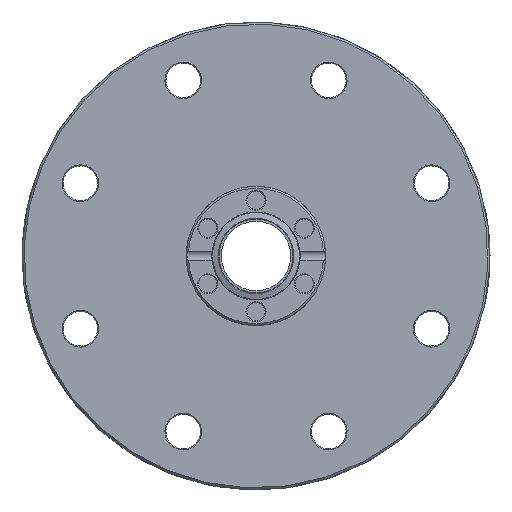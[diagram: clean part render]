
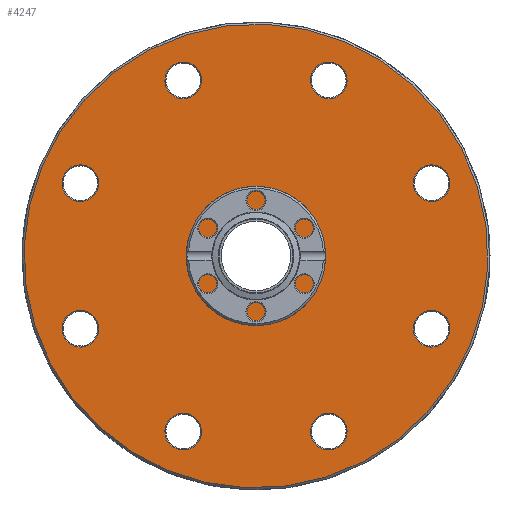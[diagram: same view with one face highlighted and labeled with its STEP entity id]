
A CAD part, front view. The second image highlights one B-rep face of the part: STEP entity #4247.
In plain terms, the highlighted planar face has unit normal (0, -1, 0).
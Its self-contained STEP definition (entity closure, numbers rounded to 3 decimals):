
#799=PLANE('',#4641);
#926=FACE_BOUND('',#1315,.T.);
#927=FACE_BOUND('',#1316,.T.);
#928=FACE_BOUND('',#1317,.T.);
#929=FACE_BOUND('',#1318,.T.);
#930=FACE_BOUND('',#1319,.T.);
#931=FACE_BOUND('',#1320,.T.);
#932=FACE_BOUND('',#1321,.T.);
#933=FACE_BOUND('',#1322,.T.);
#934=FACE_BOUND('',#1323,.T.);
#1044=FACE_OUTER_BOUND('',#1314,.T.);
#1314=EDGE_LOOP('',(#2958));
#1315=EDGE_LOOP('',(#2959));
#1316=EDGE_LOOP('',(#2960));
#1317=EDGE_LOOP('',(#2961));
#1318=EDGE_LOOP('',(#2962));
#1319=EDGE_LOOP('',(#2963));
#1320=EDGE_LOOP('',(#2964));
#1321=EDGE_LOOP('',(#2965));
#1322=EDGE_LOOP('',(#2966));
#1323=EDGE_LOOP('',(#2967));
#1697=CIRCLE('',#4637,9.55);
#1698=CIRCLE('',#4639,56.25);
#1700=CIRCLE('',#4642,4.45);
#1701=CIRCLE('',#4643,4.45);
#1702=CIRCLE('',#4644,4.45);
#1703=CIRCLE('',#4645,4.45);
#1704=CIRCLE('',#4646,4.45);
#1705=CIRCLE('',#4647,4.45);
#1706=CIRCLE('',#4648,4.45);
#1707=CIRCLE('',#4649,4.45);
#1889=VERTEX_POINT('',#6067);
#1890=VERTEX_POINT('',#6070);
#1892=VERTEX_POINT('',#6075);
#1893=VERTEX_POINT('',#6077);
#1894=VERTEX_POINT('',#6079);
#1895=VERTEX_POINT('',#6081);
#1896=VERTEX_POINT('',#6083);
#1897=VERTEX_POINT('',#6085);
#1898=VERTEX_POINT('',#6087);
#1899=VERTEX_POINT('',#6089);
#2333=EDGE_CURVE('',#1889,#1889,#1697,.T.);
#2334=EDGE_CURVE('',#1890,#1890,#1698,.T.);
#2336=EDGE_CURVE('',#1892,#1892,#1700,.T.);
#2337=EDGE_CURVE('',#1893,#1893,#1701,.T.);
#2338=EDGE_CURVE('',#1894,#1894,#1702,.T.);
#2339=EDGE_CURVE('',#1895,#1895,#1703,.T.);
#2340=EDGE_CURVE('',#1896,#1896,#1704,.T.);
#2341=EDGE_CURVE('',#1897,#1897,#1705,.T.);
#2342=EDGE_CURVE('',#1898,#1898,#1706,.T.);
#2343=EDGE_CURVE('',#1899,#1899,#1707,.T.);
#2958=ORIENTED_EDGE('',*,*,#2334,.F.);
#2959=ORIENTED_EDGE('',*,*,#2333,.T.);
#2960=ORIENTED_EDGE('',*,*,#2336,.F.);
#2961=ORIENTED_EDGE('',*,*,#2337,.F.);
#2962=ORIENTED_EDGE('',*,*,#2338,.F.);
#2963=ORIENTED_EDGE('',*,*,#2339,.F.);
#2964=ORIENTED_EDGE('',*,*,#2340,.F.);
#2965=ORIENTED_EDGE('',*,*,#2341,.F.);
#2966=ORIENTED_EDGE('',*,*,#2342,.F.);
#2967=ORIENTED_EDGE('',*,*,#2343,.F.);
#4247=ADVANCED_FACE('',(#1044,#926,#927,#928,#929,#930,#931,#932,#933,#934),
#799,.T.);
#4637=AXIS2_PLACEMENT_3D('',#6068,#5042,#5043);
#4639=AXIS2_PLACEMENT_3D('',#6071,#5046,#5047);
#4641=AXIS2_PLACEMENT_3D('',#6074,#5050,#5051);
#4642=AXIS2_PLACEMENT_3D('',#6076,#5052,#5053);
#4643=AXIS2_PLACEMENT_3D('',#6078,#5054,#5055);
#4644=AXIS2_PLACEMENT_3D('',#6080,#5056,#5057);
#4645=AXIS2_PLACEMENT_3D('',#6082,#5058,#5059);
#4646=AXIS2_PLACEMENT_3D('',#6084,#5060,#5061);
#4647=AXIS2_PLACEMENT_3D('',#6086,#5062,#5063);
#4648=AXIS2_PLACEMENT_3D('',#6088,#5064,#5065);
#4649=AXIS2_PLACEMENT_3D('',#6090,#5066,#5067);
#5042=DIRECTION('center_axis',(0.,1.,0.));
#5043=DIRECTION('ref_axis',(-0.924,0.,-0.383));
#5046=DIRECTION('center_axis',(0.,1.,0.));
#5047=DIRECTION('ref_axis',(1.,0.,0.));
#5050=DIRECTION('center_axis',(0.,-1.,0.));
#5051=DIRECTION('ref_axis',(0.,0.,-1.));
#5052=DIRECTION('center_axis',(0.,-1.,0.));
#5053=DIRECTION('ref_axis',(0.707,0.,0.707));
#5054=DIRECTION('center_axis',(0.,-1.,0.));
#5055=DIRECTION('ref_axis',(-0.707,0.,0.707));
#5056=DIRECTION('center_axis',(0.,-1.,0.));
#5057=DIRECTION('ref_axis',(-0.707,0.,-0.707));
#5058=DIRECTION('center_axis',(0.,-1.,0.));
#5059=DIRECTION('ref_axis',(0.707,0.,-0.707));
#5060=DIRECTION('center_axis',(0.,-1.,0.));
#5061=DIRECTION('ref_axis',(1.,0.,0.));
#5062=DIRECTION('center_axis',(0.,-1.,0.));
#5063=DIRECTION('ref_axis',(0.,0.,-1.));
#5064=DIRECTION('center_axis',(0.,-1.,0.));
#5065=DIRECTION('ref_axis',(-1.,0.,0.));
#5066=DIRECTION('center_axis',(0.,-1.,0.));
#5067=DIRECTION('ref_axis',(0.,0.,1.));
#6067=CARTESIAN_POINT('',(8.823,0.,3.655));
#6068=CARTESIAN_POINT('Origin',(0.,0.,0.));
#6070=CARTESIAN_POINT('',(-56.25,0.,0.));
#6071=CARTESIAN_POINT('Origin',(0.,0.,0.));
#6074=CARTESIAN_POINT('Origin',(-56.75,0.,0.));
#6075=CARTESIAN_POINT('',(29.451,0.,-35.744));
#6076=CARTESIAN_POINT('Origin',(32.598,0.,-32.598));
#6077=CARTESIAN_POINT('',(35.744,0.,29.451));
#6078=CARTESIAN_POINT('Origin',(32.598,0.,32.598));
#6079=CARTESIAN_POINT('',(-29.451,0.,35.744));
#6080=CARTESIAN_POINT('Origin',(-32.598,0.,32.598));
#6081=CARTESIAN_POINT('',(-35.744,0.,-29.451));
#6082=CARTESIAN_POINT('Origin',(-32.598,0.,-32.598));
#6083=CARTESIAN_POINT('',(-4.45,0.,-46.1));
#6084=CARTESIAN_POINT('Origin',(0.,0.,-46.1));
#6085=CARTESIAN_POINT('',(-46.1,0.,4.45));
#6086=CARTESIAN_POINT('Origin',(-46.1,0.,0.));
#6087=CARTESIAN_POINT('',(4.45,0.,46.1));
#6088=CARTESIAN_POINT('Origin',(0.,0.,46.1));
#6089=CARTESIAN_POINT('',(46.1,0.,-4.45));
#6090=CARTESIAN_POINT('Origin',(46.1,0.,0.));
